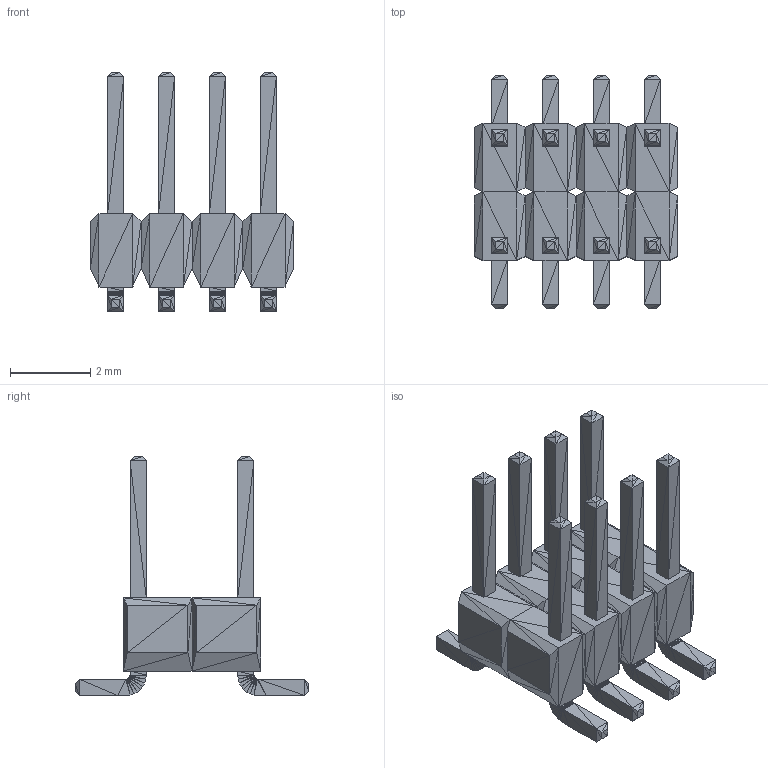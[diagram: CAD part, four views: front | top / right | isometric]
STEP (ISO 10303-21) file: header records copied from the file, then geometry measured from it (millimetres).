
FILE_DESCRIPTION(('STEP AP214'),'1');
FILE_NAME('CON8_2X4_DU_FTSH-M','2018-12-19T18:54:55',(''),(''),'','','');
FILE_SCHEMA(('AUTOMOTIVE_DESIGN'));
Length unit declared in the file: millimetre
Products named in the file (1): product
Bounding box: 5.08 x 5.84 x 5.97 mm (x, y, z)
Surface area: 181.4 mm2 (no closed solid volume)
Topology: 0 solids, 1120 shells, 1120 faces, 3360 edges, 3360 vertices
Faces by surface type: plane 1120
Entity records: 37019 total; most frequent: CARTESIAN_POINT 7841, DIRECTION 5602, ORIENTED_EDGE 3360, EDGE_CURVE 3360, VERTEX_POINT 3360, LINE 3360, VECTOR 3360, AXIS2_PLACEMENT_3D 1121
